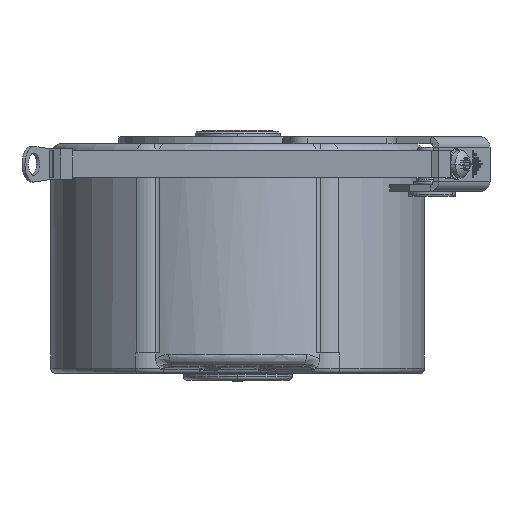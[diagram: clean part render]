
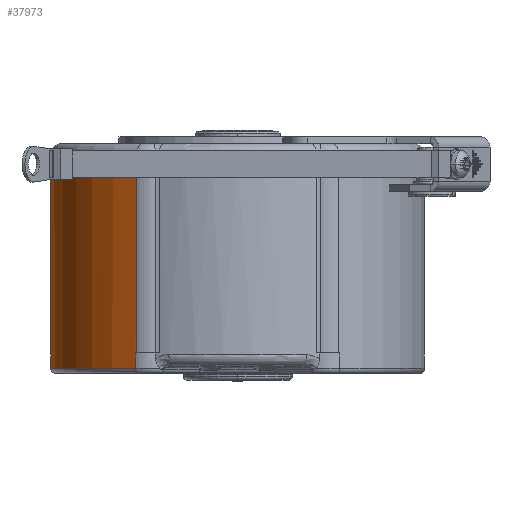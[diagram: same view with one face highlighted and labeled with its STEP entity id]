
A CAD part, front view. The second image highlights one B-rep face of the part: STEP entity #37973.
In plain terms, the highlighted cylindrical face has radius 55 mm (diameter 110 mm), a partial arc.
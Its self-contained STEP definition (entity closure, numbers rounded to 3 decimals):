
#2322=DIRECTION('',(0.,0.,-1.));
#2323=VECTOR('',#2322,58.5);
#2324=CARTESIAN_POINT('',(-54.944,-2.477,8.3));
#2325=LINE('',#2324,#2323);
#2331=CARTESIAN_POINT('',(0.,0.,8.3));
#2332=DIRECTION('',(0.,0.,-1.));
#2333=DIRECTION('',(-0.538,-0.843,0.));
#2334=AXIS2_PLACEMENT_3D('',#2331,#2332,#2333);
#2336=DIRECTION('',(0.,0.,-1.));
#2337=VECTOR('',#2336,4.5);
#2338=CARTESIAN_POINT('',(-30.051,-46.064,-50.2));
#2339=LINE('',#2338,#2337);
#2340=CARTESIAN_POINT('',(0.,0.,-54.7));
#2341=DIRECTION('',(0.,0.,-1.));
#2342=DIRECTION('',(-0.546,-0.838,0.));
#2343=AXIS2_PLACEMENT_3D('',#2340,#2341,#2342);
#2345=DIRECTION('',(0.,0.,-1.));
#2346=VECTOR('',#2345,4.5);
#2347=CARTESIAN_POINT('',(-54.918,-2.993,-50.2));
#2348=LINE('',#2347,#2346);
#3853=CARTESIAN_POINT('',(0.,0.,-50.2));
#3854=DIRECTION('',(0.,0.,1.));
#3855=DIRECTION('',(-0.546,-0.838,0.));
#3856=AXIS2_PLACEMENT_3D('',#3853,#3854,#3855);
#3863=DIRECTION('',(0.,0.,1.));
#3864=VECTOR('',#3863,58.5);
#3865=CARTESIAN_POINT('',(-29.617,-46.345,-50.2));
#3866=LINE('',#3865,#3864);
#5173=CARTESIAN_POINT('',(0.,0.,-50.2));
#5174=DIRECTION('',(0.,0.,1.));
#5175=DIRECTION('',(-0.999,-0.045,0.));
#5176=AXIS2_PLACEMENT_3D('',#5173,#5174,#5175);
#33017=CARTESIAN_POINT('',(-30.051,-46.064,-54.7));
#33018=CARTESIAN_POINT('',(-54.918,-2.993,-54.7));
#33019=VERTEX_POINT('',#33017);
#33020=VERTEX_POINT('',#33018);
#34206=CARTESIAN_POINT('',(-29.617,-46.345,8.3));
#34207=CARTESIAN_POINT('',(-54.944,-2.477,8.3));
#34208=VERTEX_POINT('',#34206);
#34209=VERTEX_POINT('',#34207);
#34673=CARTESIAN_POINT('',(-29.617,-46.345,-50.2));
#34675=VERTEX_POINT('',#34673);
#34676=CARTESIAN_POINT('',(-54.944,-2.477,-50.2));
#34678=VERTEX_POINT('',#34676);
#34714=CARTESIAN_POINT('',(-54.918,-2.993,-50.2));
#34715=VERTEX_POINT('',#34714);
#34716=CARTESIAN_POINT('',(-30.051,-46.064,-50.2));
#34717=VERTEX_POINT('',#34716);
#37951=CARTESIAN_POINT('',(0.,0.,-56.2));
#37952=DIRECTION('',(0.,0.,1.));
#37953=DIRECTION('',(1.,0.,0.));
#37954=AXIS2_PLACEMENT_3D('',#37951,#37952,#37953);
#37955=CYLINDRICAL_SURFACE('',#37954,55.);
#37956=ORIENTED_EDGE('',*,*,#37934,.F.);
#37958=ORIENTED_EDGE('',*,*,#37957,.F.);
#37960=ORIENTED_EDGE('',*,*,#37959,.F.);
#37962=ORIENTED_EDGE('',*,*,#37961,.F.);
#37964=ORIENTED_EDGE('',*,*,#37963,.T.);
#37966=ORIENTED_EDGE('',*,*,#37965,.T.);
#37968=ORIENTED_EDGE('',*,*,#37967,.F.);
#37970=ORIENTED_EDGE('',*,*,#37969,.F.);
#37971=EDGE_LOOP('',(#37956,#37958,#37960,#37962,#37964,#37966,#37968,#37970));
#37972=FACE_OUTER_BOUND('',#37971,.F.);
#2335=CIRCLE('',#2334,55.);
#2344=CIRCLE('',#2343,55.);
#3857=CIRCLE('',#3856,55.);
#5177=CIRCLE('',#5176,55.);
#37934=EDGE_CURVE('',#34209,#34678,#2325,.T.);
#37957=EDGE_CURVE('',#34208,#34209,#2335,.T.);
#37959=EDGE_CURVE('',#34675,#34208,#3866,.T.);
#37961=EDGE_CURVE('',#34717,#34675,#3857,.T.);
#37963=EDGE_CURVE('',#34717,#33019,#2339,.T.);
#37965=EDGE_CURVE('',#33019,#33020,#2344,.T.);
#37967=EDGE_CURVE('',#34715,#33020,#2348,.T.);
#37969=EDGE_CURVE('',#34678,#34715,#5177,.T.);
#37973=ADVANCED_FACE('',(#37972),#37955,.T.);
